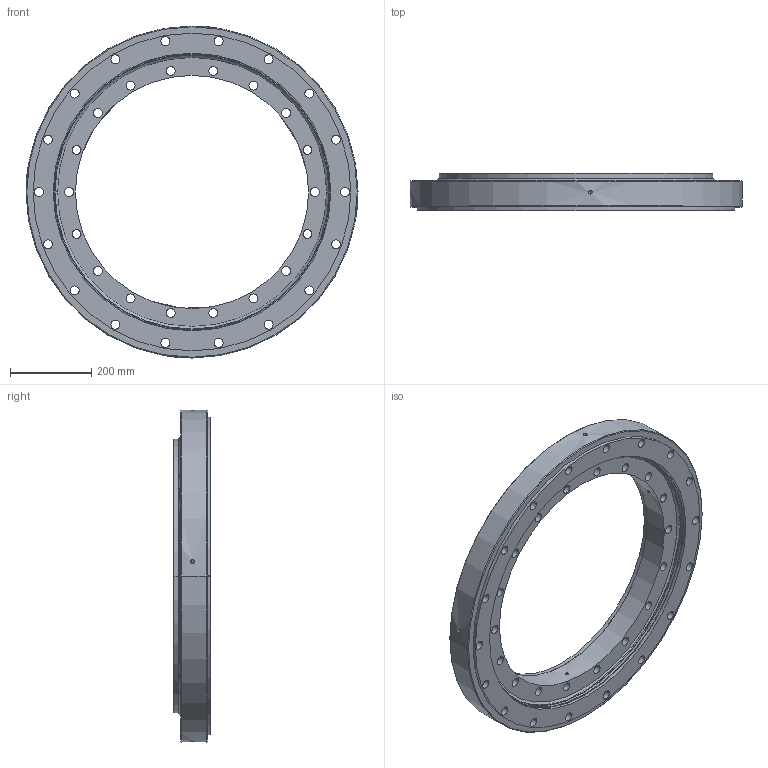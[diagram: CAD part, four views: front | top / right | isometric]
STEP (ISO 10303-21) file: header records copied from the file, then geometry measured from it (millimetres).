
FILE_DESCRIPTION (( 'STEP AP203' ), '1' );
FILE_NAME ('08-0675-00.STEP', '2017-12-27T13:30:49', ( 'defontaine' ), ( 'Hewlett-Packard Company' ), 'SwSTEP 2.0', 'SolidWorks 2016', '' );
FILE_SCHEMA (( 'CONFIG_CONTROL_DESIGN' ));
Length unit declared in the file: millimetre
Products named in the file (1): 08-0675-00
Bounding box: 816 x 90 x 816 mm (x, y, z)
Volume: 16198779.5 mm3; surface area: 1510615 mm2
Topology: 5 solids, 5 shells, 180 faces, 475 edges, 305 vertices
Faces by surface type: cylinder 110, torus 29, cone 24, plane 17
Entity records: 6837 total; most frequent: CARTESIAN_POINT 1989, DIRECTION 1054, ORIENTED_EDGE 950, EDGE_CURVE 475, AXIS2_PLACEMENT_3D 462, VERTEX_POINT 305, CIRCLE 281, EDGE_LOOP 274
